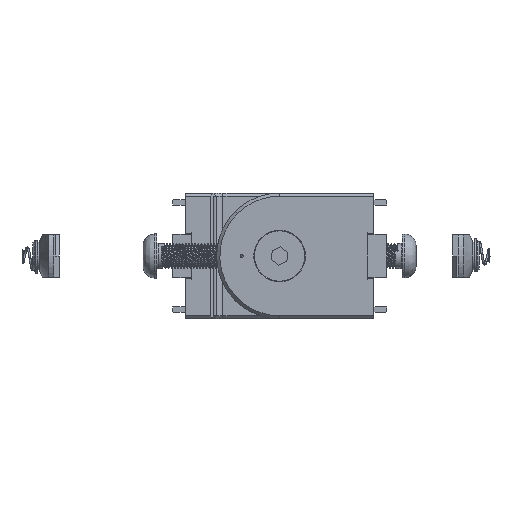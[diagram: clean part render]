
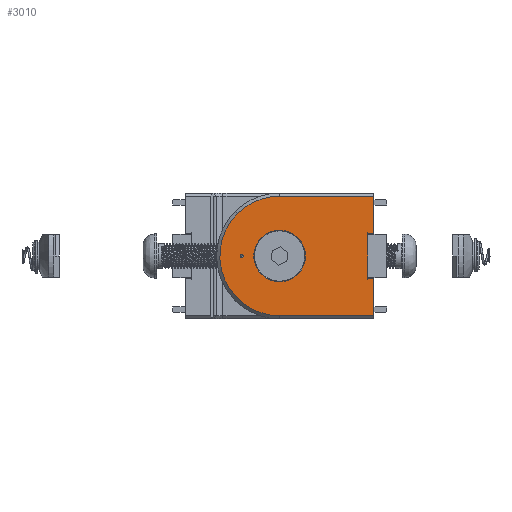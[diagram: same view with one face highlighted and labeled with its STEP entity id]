
A CAD part, left-side view. The second image highlights one B-rep face of the part: STEP entity #3010.
In plain terms, the highlighted planar face has unit normal (-1, 0, 0).
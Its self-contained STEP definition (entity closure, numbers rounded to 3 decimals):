
#119=FACE_BOUND('',#585,.T.);
#120=FACE_BOUND('',#586,.T.);
#241=PLANE('',#3235);
#404=FACE_OUTER_BOUND('',#584,.T.);
#584=EDGE_LOOP('',(#2575,#2576,#2577,#2578,#2579,#2580,#2581,#2582,#2583));
#585=EDGE_LOOP('',(#2584,#2585));
#586=EDGE_LOOP('',(#2586,#2587));
#700=CIRCLE('',#3105,8.2);
#703=CIRCLE('',#3110,19.);
#706=CIRCLE('',#3114,0.5);
#727=CIRCLE('',#3226,0.5);
#728=CIRCLE('',#3229,19.);
#730=CIRCLE('',#3236,8.2);
#822=LINE('',#4352,#1130);
#863=LINE('',#4438,#1171);
#930=LINE('',#4572,#1238);
#995=LINE('',#4708,#1303);
#999=LINE('',#4714,#1307);
#1002=LINE('',#4727,#1310);
#1003=LINE('',#4729,#1311);
#1130=VECTOR('',#3497,2.);
#1171=VECTOR('',#3564,2.);
#1238=VECTOR('',#3681,14.);
#1303=VECTOR('',#3830,12.);
#1307=VECTOR('',#3836,12.);
#1310=VECTOR('',#3857,30.);
#1311=VECTOR('',#3860,30.);
#1392=VERTEX_POINT('',#4214);
#1393=VERTEX_POINT('',#4216);
#1398=VERTEX_POINT('',#4229);
#1400=VERTEX_POINT('',#4232);
#1403=VERTEX_POINT('',#4239);
#1405=VERTEX_POINT('',#4243);
#1444=VERTEX_POINT('',#4348);
#1445=VERTEX_POINT('',#4350);
#1476=VERTEX_POINT('',#4435);
#1477=VERTEX_POINT('',#4437);
#1548=VERTEX_POINT('',#4707);
#1549=VERTEX_POINT('',#4712);
#1550=VERTEX_POINT('',#4723);
#1661=EDGE_CURVE('',#1392,#1393,#700,.T.);
#1667=EDGE_CURVE('',#1398,#1400,#703,.T.);
#1673=EDGE_CURVE('',#1403,#1405,#706,.T.);
#1725=EDGE_CURVE('',#1444,#1445,#822,.T.);
#1766=EDGE_CURVE('',#1477,#1476,#863,.T.);
#1833=EDGE_CURVE('',#1476,#1444,#930,.T.);
#1907=EDGE_CURVE('',#1548,#1477,#995,.T.);
#1911=EDGE_CURVE('',#1445,#1549,#999,.T.);
#1913=EDGE_CURVE('',#1405,#1403,#727,.T.);
#1915=EDGE_CURVE('',#1550,#1398,#728,.T.);
#1916=EDGE_CURVE('',#1548,#1550,#1002,.T.);
#1917=EDGE_CURVE('',#1400,#1549,#1003,.T.);
#1919=EDGE_CURVE('',#1393,#1392,#730,.T.);
#2575=ORIENTED_EDGE('',*,*,#1725,.T.);
#2576=ORIENTED_EDGE('',*,*,#1911,.T.);
#2577=ORIENTED_EDGE('',*,*,#1917,.F.);
#2578=ORIENTED_EDGE('',*,*,#1667,.F.);
#2579=ORIENTED_EDGE('',*,*,#1915,.F.);
#2580=ORIENTED_EDGE('',*,*,#1916,.F.);
#2581=ORIENTED_EDGE('',*,*,#1907,.T.);
#2582=ORIENTED_EDGE('',*,*,#1766,.T.);
#2583=ORIENTED_EDGE('',*,*,#1833,.T.);
#2584=ORIENTED_EDGE('',*,*,#1673,.T.);
#2585=ORIENTED_EDGE('',*,*,#1913,.T.);
#2586=ORIENTED_EDGE('',*,*,#1661,.T.);
#2587=ORIENTED_EDGE('',*,*,#1919,.T.);
#3010=ADVANCED_FACE('',(#404,#119,#120),#241,.T.);
#3105=AXIS2_PLACEMENT_3D('',#4218,#3379,#3380);
#3110=AXIS2_PLACEMENT_3D('',#4233,#3392,#3393);
#3114=AXIS2_PLACEMENT_3D('',#4245,#3403,#3404);
#3226=AXIS2_PLACEMENT_3D('',#4720,#3846,#3847);
#3229=AXIS2_PLACEMENT_3D('',#4725,#3853,#3854);
#3235=AXIS2_PLACEMENT_3D('',#4733,#3867,#3868);
#3236=AXIS2_PLACEMENT_3D('',#4734,#3869,#3870);
#3379=DIRECTION('center_axis',(1.,0.,0.));
#3380=DIRECTION('ref_axis',(0.,0.,1.));
#3392=DIRECTION('center_axis',(1.,0.,0.));
#3393=DIRECTION('ref_axis',(0.,0.707,0.707));
#3403=DIRECTION('center_axis',(1.,0.,0.));
#3404=DIRECTION('ref_axis',(0.,0.,1.));
#3497=DIRECTION('',(0.,-1.,0.));
#3564=DIRECTION('',(0.,1.,0.));
#3681=DIRECTION('',(0.,0.,1.));
#3830=DIRECTION('',(0.,0.,1.));
#3836=DIRECTION('',(0.,0.,1.));
#3846=DIRECTION('center_axis',(1.,0.,0.));
#3847=DIRECTION('ref_axis',(0.,0.,1.));
#3853=DIRECTION('center_axis',(1.,0.,0.));
#3854=DIRECTION('ref_axis',(0.,0.707,0.707));
#3857=DIRECTION('',(0.,1.,0.));
#3860=DIRECTION('',(0.,-1.,0.));
#3867=DIRECTION('center_axis',(-1.,0.,0.));
#3868=DIRECTION('ref_axis',(0.,0.,1.));
#3869=DIRECTION('center_axis',(1.,0.,0.));
#3870=DIRECTION('ref_axis',(0.,0.,1.));
#4214=CARTESIAN_POINT('',(-20.,10.,8.2));
#4216=CARTESIAN_POINT('',(-20.,10.,-8.2));
#4218=CARTESIAN_POINT('Origin',(-20.,10.,0.));
#4229=CARTESIAN_POINT('',(-20.,23.435,13.435));
#4232=CARTESIAN_POINT('',(-20.,10.,19.));
#4233=CARTESIAN_POINT('Origin',(-20.,10.,0.));
#4239=CARTESIAN_POINT('',(-20.,22.,0.5));
#4243=CARTESIAN_POINT('',(-20.,22.,-0.5));
#4245=CARTESIAN_POINT('Origin',(-20.,22.,0.));
#4348=CARTESIAN_POINT('',(-20.,-18.,7.));
#4350=CARTESIAN_POINT('',(-20.,-20.,7.));
#4352=CARTESIAN_POINT('',(-20.,-18.,7.));
#4435=CARTESIAN_POINT('',(-20.,-18.,-7.));
#4437=CARTESIAN_POINT('',(-20.,-20.,-7.));
#4438=CARTESIAN_POINT('',(-20.,-20.,-7.));
#4572=CARTESIAN_POINT('',(-20.,-18.,-7.));
#4707=CARTESIAN_POINT('',(-20.,-20.,-19.));
#4708=CARTESIAN_POINT('',(-20.,-20.,-19.));
#4712=CARTESIAN_POINT('',(-20.,-20.,19.));
#4714=CARTESIAN_POINT('',(-20.,-20.,7.));
#4720=CARTESIAN_POINT('Origin',(-20.,22.,0.));
#4723=CARTESIAN_POINT('',(-20.,10.,-19.));
#4725=CARTESIAN_POINT('Origin',(-20.,10.,0.));
#4727=CARTESIAN_POINT('',(-20.,-20.,-19.));
#4729=CARTESIAN_POINT('',(-20.,10.,19.));
#4733=CARTESIAN_POINT('Origin',(-20.,-22.45,-20.9));
#4734=CARTESIAN_POINT('Origin',(-20.,10.,0.));
